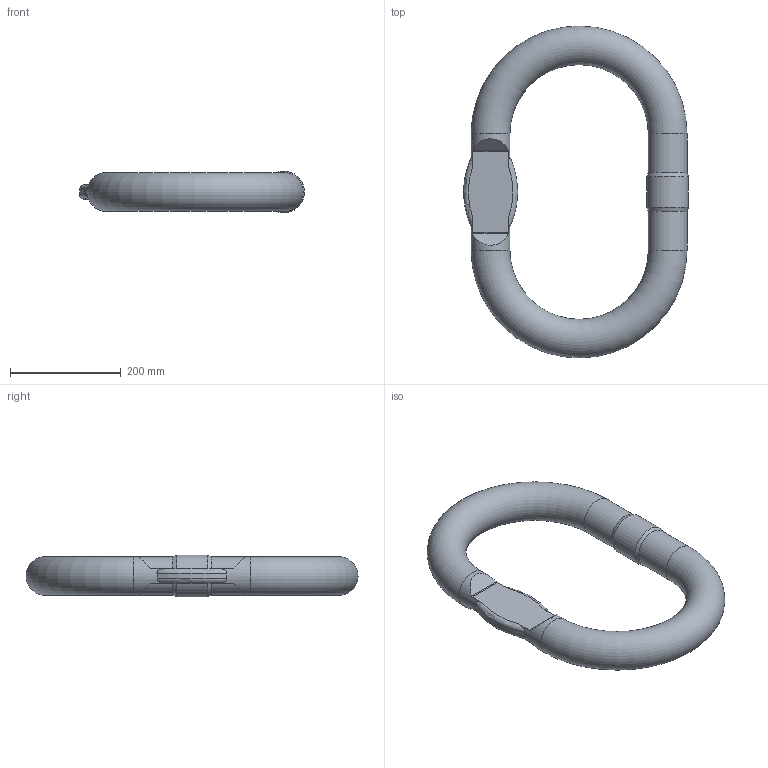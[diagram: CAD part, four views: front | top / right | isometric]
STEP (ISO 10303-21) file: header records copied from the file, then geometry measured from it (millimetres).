
FILE_DESCRIPTION(/* description */ (''),/* implementation_level */ '2;1');
FILE_NAME(/* name */ 'A8W 72',/* time_stamp */ '2007-09-14T12:33:35+02:00',/* author */ (''),/* organization */ (''),/* preprocessor_version */ 'ST-DEVELOPER v9',/* originating_system */ 'UGS - NX 4.0',/* authorisation */ '');
FILE_SCHEMA (('AUTOMOTIVE_DESIGN { 1 0 10303 214 1 1 1 1 }'));
Length unit declared in the file: millimetre
Products named in the file (1): ritBF0Bcf3t
Bounding box: 406.62 x 600 x 75.25 mm (x, y, z)
Volume: 5236136.4 mm3; surface area: 314478.4 mm2
Topology: 1 solids, 1 shells, 25 faces, 73 edges, 48 vertices
Faces by surface type: cylinder 11, torus 6, plane 6, cone 2
Full cylindrical faces by diameter (mm): 70 x4, 75.25 x1
Entity records: 906 total; most frequent: CARTESIAN_POINT 294, ORIENTED_EDGE 120, DIRECTION 116, EDGE_CURVE 60, AXIS2_PLACEMENT_3D 50, VERTEX_POINT 44, EDGE_LOOP 34, ADVANCED_FACE 25
